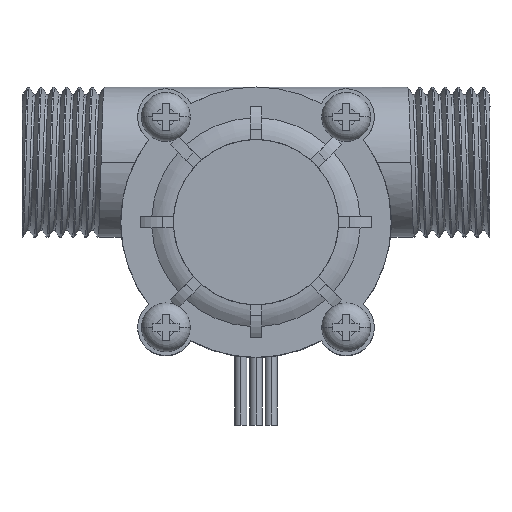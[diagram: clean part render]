
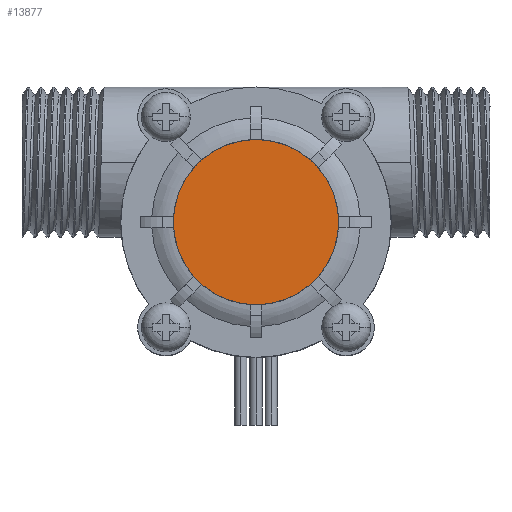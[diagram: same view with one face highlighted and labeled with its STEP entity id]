
A CAD part, top view. The second image highlights one B-rep face of the part: STEP entity #13877.
In plain terms, the highlighted planar face has unit normal (0, 0, 1).
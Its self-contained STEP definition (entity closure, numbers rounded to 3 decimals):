
#557 = EDGE_CURVE ( 'NONE', #3984, #4013, #5301, .T. ) ;
#881 = AXIS2_PLACEMENT_3D ( 'NONE', #2533, #2541, #2546 ) ;
#1017 = AXIS2_PLACEMENT_3D ( 'NONE', #11119, #11143, #11127 ) ;
#1245 = AXIS2_PLACEMENT_3D ( 'NONE', #8340, #8371, #8361 ) ;
#1782 = EDGE_CURVE ( 'NONE', #4013, #3984, #6376, .T. ) ;
#2533 = CARTESIAN_POINT ( 'NONE',  ( 0., 0., 21.2 ) ) ;
#2541 = DIRECTION ( 'NONE',  ( 0., 0., 1. ) ) ;
#2546 = DIRECTION ( 'NONE',  ( 1., 0., 0. ) ) ;
#2856 = ORIENTED_EDGE ( 'NONE', *, *, #1782, .T. ) ;
#3984 = VERTEX_POINT ( 'NONE', #10815 ) ;
#4013 = VERTEX_POINT ( 'NONE', #10796 ) ;
#5301 = CIRCLE ( 'NONE', #881, 11. ) ;
#5681 = FACE_OUTER_BOUND ( 'NONE', #10339, .T. ) ;
#6376 = CIRCLE ( 'NONE', #1017, 11. ) ;
#8340 = CARTESIAN_POINT ( 'NONE',  ( 0., 0., 21.2 ) ) ;
#8360 = PLANE ( 'NONE',  #1245 ) ;
#8361 = DIRECTION ( 'NONE',  ( 1., 0., 0. ) ) ;
#8371 = DIRECTION ( 'NONE',  ( 0., 0., 1. ) ) ;
#9697 = ORIENTED_EDGE ( 'NONE', *, *, #557, .T. ) ;
#10339 = EDGE_LOOP ( 'NONE', ( #9697, #2856 ) ) ;
#10796 = CARTESIAN_POINT ( 'NONE',  ( -11., 0., 21.2 ) ) ;
#10815 = CARTESIAN_POINT ( 'NONE',  ( 11., 0., 21.2 ) ) ;
#11119 = CARTESIAN_POINT ( 'NONE',  ( 0., 0., 21.2 ) ) ;
#11127 = DIRECTION ( 'NONE',  ( 1., 0., 0. ) ) ;
#11143 = DIRECTION ( 'NONE',  ( 0., 0., 1. ) ) ;
#13877 = ADVANCED_FACE ( 'NONE', ( #5681 ), #8360, .T. ) ;
